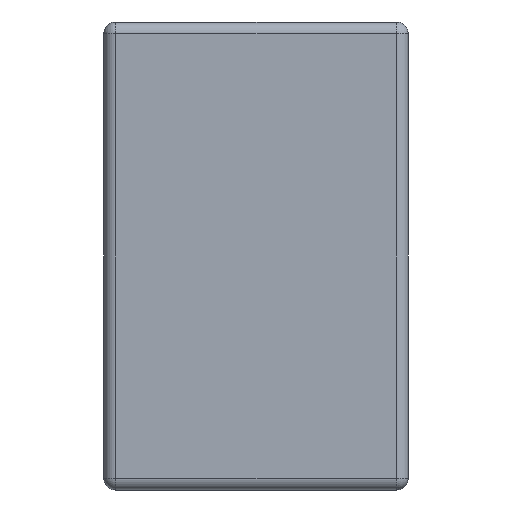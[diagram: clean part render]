
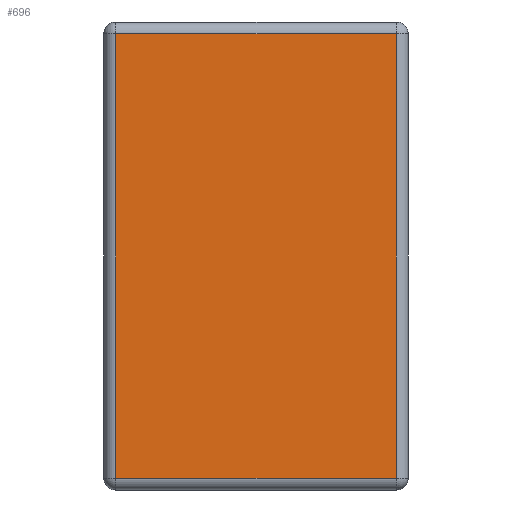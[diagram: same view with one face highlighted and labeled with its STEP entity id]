
A CAD part, left-side view. The second image highlights one B-rep face of the part: STEP entity #696.
In plain terms, the highlighted planar face has unit normal (-1, 0, 0).
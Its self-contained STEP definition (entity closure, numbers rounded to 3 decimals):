
#187 = DIRECTION ( 'NONE',  ( 0., 0., -1. ) ) ;
#188 = VECTOR ( 'NONE', #187, 1000. ) ;
#189 = CARTESIAN_POINT ( 'NONE',  ( -2.25, 1.25, 1. ) ) ;
#190 = LINE ( 'NONE', #189, #188 ) ;
#677 = ORIENTED_EDGE ( 'NONE', *, *, #678, .T. ) ;
#678 = EDGE_CURVE ( 'NONE', #703, #679, #1551, .T. ) ;
#679 = VERTEX_POINT ( 'NONE', #1603 ) ;
#680 = ORIENTED_EDGE ( 'NONE', *, *, #681, .T. ) ;
#681 = EDGE_CURVE ( 'NONE', #679, #700, #1601, .T. ) ;
#696 = ADVANCED_FACE ( 'NONE', ( #1619 ), #1663, .F. ) ;
#697 = EDGE_LOOP ( 'NONE', ( #698, #702, #677, #680 ) ) ;
#698 = ORIENTED_EDGE ( 'NONE', *, *, #699, .T. ) ;
#699 = EDGE_CURVE ( 'NONE', #700, #701, #1658, .T. ) ;
#700 = VERTEX_POINT ( 'NONE', #1654 ) ;
#701 = VERTEX_POINT ( 'NONE', #1653 ) ;
#702 = ORIENTED_EDGE ( 'NONE', *, *, #754, .T. ) ;
#703 = VERTEX_POINT ( 'NONE', #1652 ) ;
#754 = EDGE_CURVE ( 'NONE', #701, #703, #190, .T. ) ;
#1550 = CARTESIAN_POINT ( 'NONE',  ( -2.25, 1.3, -0.95 ) ) ;
#1551 = LINE ( 'NONE', #1550, #1605 ) ;
#1598 = DIRECTION ( 'NONE',  ( 0., 0., 1. ) ) ;
#1599 = VECTOR ( 'NONE', #1598, 1000. ) ;
#1600 = CARTESIAN_POINT ( 'NONE',  ( -2.25, 0.05, 1. ) ) ;
#1601 = LINE ( 'NONE', #1600, #1599 ) ;
#1603 = CARTESIAN_POINT ( 'NONE',  ( -2.25, 0.05, -0.95 ) ) ;
#1604 = DIRECTION ( 'NONE',  ( 0., -1., 0. ) ) ;
#1605 = VECTOR ( 'NONE', #1604, 1000. ) ;
#1619 = FACE_OUTER_BOUND ( 'NONE', #697, .T. ) ;
#1652 = CARTESIAN_POINT ( 'NONE',  ( -2.25, 1.25, -0.95 ) ) ;
#1653 = CARTESIAN_POINT ( 'NONE',  ( -2.25, 1.25, 0.95 ) ) ;
#1654 = CARTESIAN_POINT ( 'NONE',  ( -2.25, 0.05, 0.95 ) ) ;
#1655 = DIRECTION ( 'NONE',  ( 0., 1., 0. ) ) ;
#1656 = VECTOR ( 'NONE', #1655, 1000. ) ;
#1657 = CARTESIAN_POINT ( 'NONE',  ( -2.25, 1.3, 0.95 ) ) ;
#1658 = LINE ( 'NONE', #1657, #1656 ) ;
#1659 = DIRECTION ( 'NONE',  ( 0., 0., -1. ) ) ;
#1660 = DIRECTION ( 'NONE',  ( 1., 0., 0. ) ) ;
#1661 = CARTESIAN_POINT ( 'NONE',  ( -2.25, 1.3, 1. ) ) ;
#1662 = AXIS2_PLACEMENT_3D ( 'NONE', #1661, #1660, #1659 ) ;
#1663 = PLANE ( 'NONE',  #1662 ) ;
